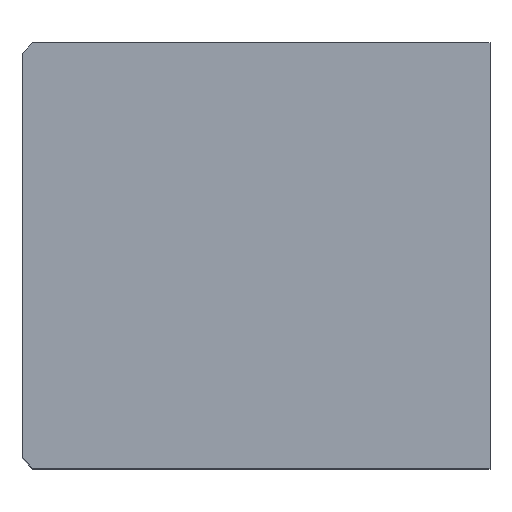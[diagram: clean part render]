
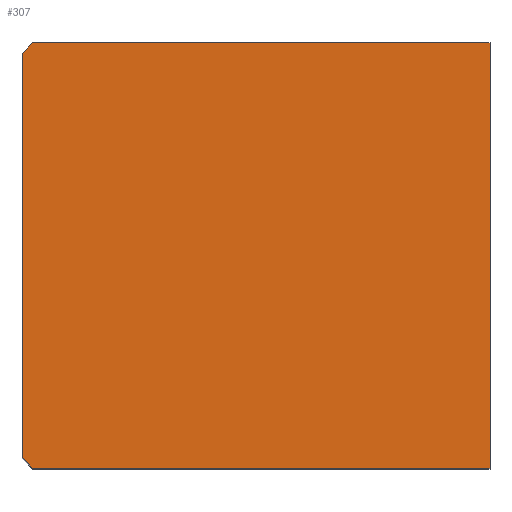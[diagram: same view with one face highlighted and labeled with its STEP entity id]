
A CAD part, top view. The second image highlights one B-rep face of the part: STEP entity #307.
In plain terms, the highlighted planar face has unit normal (0, 0, 1).
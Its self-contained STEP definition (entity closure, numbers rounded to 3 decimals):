
#3 = VECTOR ( 'NONE', #250, 1000. ) ;
#13 = DIRECTION ( 'NONE',  ( 1., 0., 0. ) ) ;
#16 = VERTEX_POINT ( 'NONE', #320 ) ;
#23 = EDGE_CURVE ( 'NONE', #312, #164, #40, .T. ) ;
#28 = LINE ( 'NONE', #85, #247 ) ;
#29 = EDGE_CURVE ( 'NONE', #319, #77, #163, .T. ) ;
#31 = EDGE_CURVE ( 'NONE', #164, #16, #240, .T. ) ;
#40 = LINE ( 'NONE', #161, #197 ) ;
#48 = DIRECTION ( 'NONE',  ( 0., -1., 0. ) ) ;
#52 = PLANE ( 'NONE',  #206 ) ;
#53 = VERTEX_POINT ( 'NONE', #302 ) ;
#54 = ORIENTED_EDGE ( 'NONE', *, *, #31, .T. ) ;
#58 = VECTOR ( 'NONE', #189, 1000. ) ;
#64 = CARTESIAN_POINT ( 'NONE',  ( 72.429, -10., 25. ) ) ;
#66 = ORIENTED_EDGE ( 'NONE', *, *, #129, .F. ) ;
#77 = VERTEX_POINT ( 'NONE', #162 ) ;
#85 = CARTESIAN_POINT ( 'NONE',  ( 50.429, 10., 25. ) ) ;
#89 = VECTOR ( 'NONE', #48, 1000. ) ;
#100 = CARTESIAN_POINT ( 'NONE',  ( 50.929, 10., 25. ) ) ;
#107 = DIRECTION ( 'NONE',  ( 0., 1., 0. ) ) ;
#128 = VECTOR ( 'NONE', #13, 1000. ) ;
#129 = EDGE_CURVE ( 'NONE', #312, #77, #28, .T. ) ;
#136 = DIRECTION ( 'NONE',  ( 0.707, -0.707, 0. ) ) ;
#153 = CARTESIAN_POINT ( 'NONE',  ( 72.429, 10., 25. ) ) ;
#161 = CARTESIAN_POINT ( 'NONE',  ( 50.929, -10., 25. ) ) ;
#162 = CARTESIAN_POINT ( 'NONE',  ( 50.429, 9.5, 25. ) ) ;
#163 = LINE ( 'NONE', #242, #58 ) ;
#164 = VERTEX_POINT ( 'NONE', #275 ) ;
#186 = EDGE_LOOP ( 'NONE', ( #66, #209, #54, #216, #223, #325 ) ) ;
#189 = DIRECTION ( 'NONE',  ( -0.707, -0.707, 0. ) ) ;
#197 = VECTOR ( 'NONE', #136, 1000. ) ;
#206 = AXIS2_PLACEMENT_3D ( 'NONE', #153, #316, #234 ) ;
#209 = ORIENTED_EDGE ( 'NONE', *, *, #23, .T. ) ;
#216 = ORIENTED_EDGE ( 'NONE', *, *, #315, .F. ) ;
#223 = ORIENTED_EDGE ( 'NONE', *, *, #290, .F. ) ;
#234 = DIRECTION ( 'NONE',  ( -1., 0., 0. ) ) ;
#240 = LINE ( 'NONE', #64, #128 ) ;
#242 = CARTESIAN_POINT ( 'NONE',  ( 50.929, 10., 25. ) ) ;
#247 = VECTOR ( 'NONE', #107, 1000. ) ;
#250 = DIRECTION ( 'NONE',  ( 1., 0., 0. ) ) ;
#260 = FACE_OUTER_BOUND ( 'NONE', #186, .T. ) ;
#275 = CARTESIAN_POINT ( 'NONE',  ( 50.929, -10., 25. ) ) ;
#282 = LINE ( 'NONE', #332, #3 ) ;
#286 = CARTESIAN_POINT ( 'NONE',  ( 50.429, -9.5, 25. ) ) ;
#290 = EDGE_CURVE ( 'NONE', #319, #53, #282, .T. ) ;
#302 = CARTESIAN_POINT ( 'NONE',  ( 72.429, 10., 25. ) ) ;
#304 = LINE ( 'NONE', #343, #89 ) ;
#307 = ADVANCED_FACE ( 'NONE', ( #260 ), #52, .F. ) ;
#312 = VERTEX_POINT ( 'NONE', #286 ) ;
#315 = EDGE_CURVE ( 'NONE', #53, #16, #304, .T. ) ;
#316 = DIRECTION ( 'NONE',  ( 0., 0., -1. ) ) ;
#319 = VERTEX_POINT ( 'NONE', #100 ) ;
#320 = CARTESIAN_POINT ( 'NONE',  ( 72.429, -10., 25. ) ) ;
#325 = ORIENTED_EDGE ( 'NONE', *, *, #29, .T. ) ;
#332 = CARTESIAN_POINT ( 'NONE',  ( 72.429, 10., 25. ) ) ;
#343 = CARTESIAN_POINT ( 'NONE',  ( 72.429, 0., 25. ) ) ;
